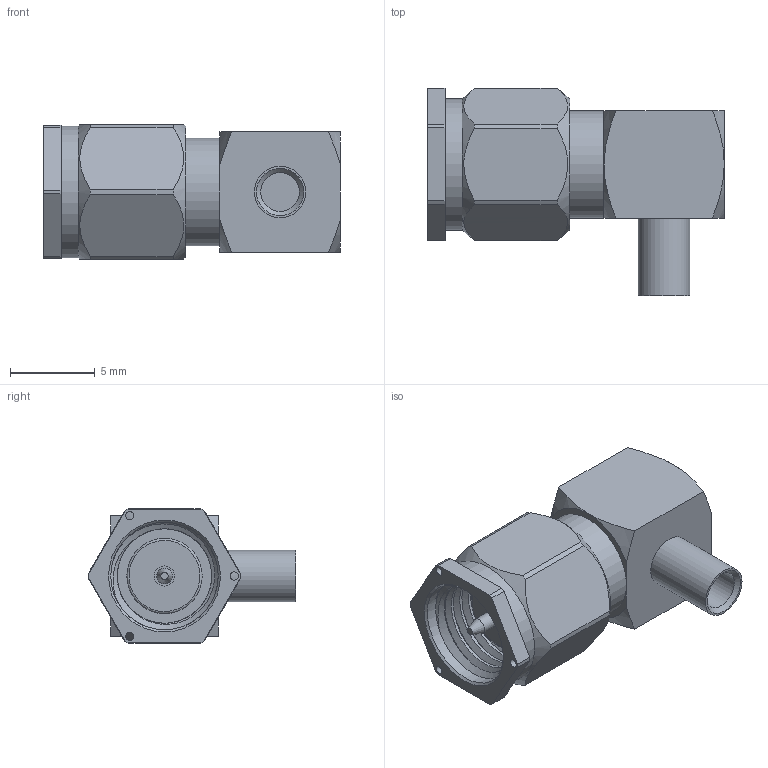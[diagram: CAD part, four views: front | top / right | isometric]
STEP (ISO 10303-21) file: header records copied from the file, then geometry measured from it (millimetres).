
FILE_DESCRIPTION (( 'STEP AP203' ), '1' );
FILE_NAME ('M39012-80-3007_3D.step', '2020-10-01T19:07:20', ( '' ), ( '' ), 'SwSTEP 2.0', 'SolidWorks 2018', '' );
FILE_SCHEMA (( 'CONFIG_CONTROL_DESIGN' ));
Length unit declared in the file: inch
Products named in the file (1): M39012-80-3007_3D
Bounding box: 17.53 x 12.24 x 7.94 mm (x, y, z)
Volume: 734.2 mm3; surface area: 844.2 mm2
Topology: 1 solids, 1 shells, 75 faces, 205 edges, 137 vertices
Faces by surface type: cylinder 29, plane 28, cone 14, bspline 4
Full cylindrical faces by diameter (mm): 0.483 x3, 0.94 x1, 1.194 x1, 2.286 x1, 3.048 x1, 4.445 x1, 6.35 x7, 7.762 x1
Entity records: 4285 total; most frequent: CARTESIAN_POINT 2591, ORIENTED_EDGE 348, DIRECTION 302, EDGE_CURVE 174, VERTEX_POINT 129, AXIS2_PLACEMENT_3D 128, EDGE_LOOP 97, FACE_OUTER_BOUND 81
